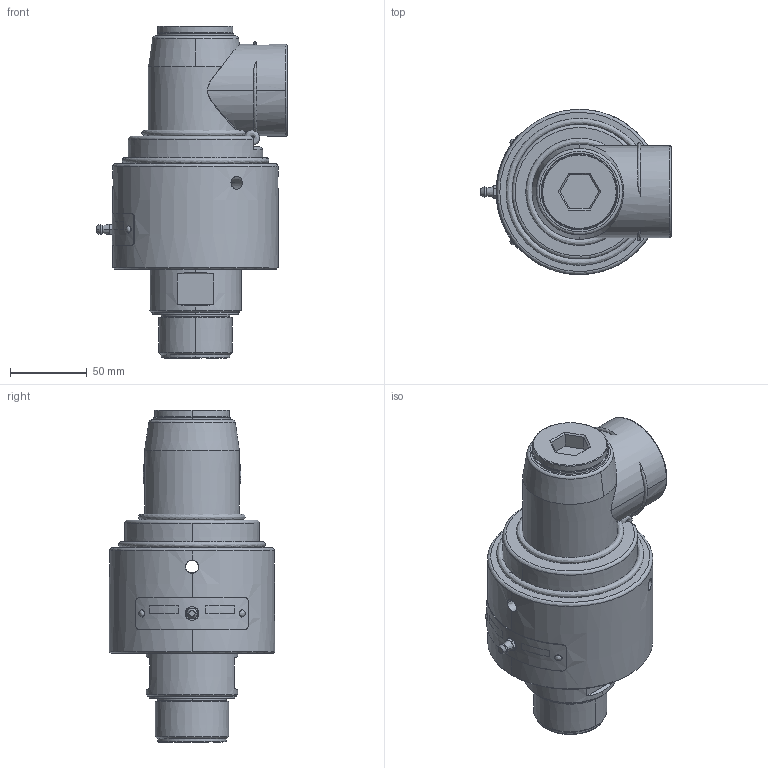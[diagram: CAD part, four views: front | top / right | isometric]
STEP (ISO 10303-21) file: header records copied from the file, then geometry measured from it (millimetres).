
FILE_DESCRIPTION (( 'STEP AP214' ), '1' );
FILE_NAME ('TUR-GR40-RHTO.STEP', '2016-08-22T10:05:11', ( '' ), ( '' ), 'SwSTEP 2.0', 'SolidWorks 2016', '' );
FILE_SCHEMA (( 'AUTOMOTIVE_DESIGN' ));
Length unit declared in the file: millimetre
Products named in the file (1): TUR-GR40-RHTO
Bounding box: 124.5 x 107.99 x 217 mm (x, y, z)
Surface area: 182074 mm2 (no closed solid volume)
Topology: 0 solids, 20 shells, 477 faces, 1114 edges, 731 vertices
Faces by surface type: bspline 351, plane 125, torus 1
Entity records: 50599 total; most frequent: CARTESIAN_POINT 41445, ORIENTED_EDGE 2114, EDGE_CURVE 1081, VERTEX_POINT 722, B_SPLINE_CURVE_WITH_KNOTS 689, EDGE_LOOP 599, DIRECTION 528, FACE_OUTER_BOUND 490
